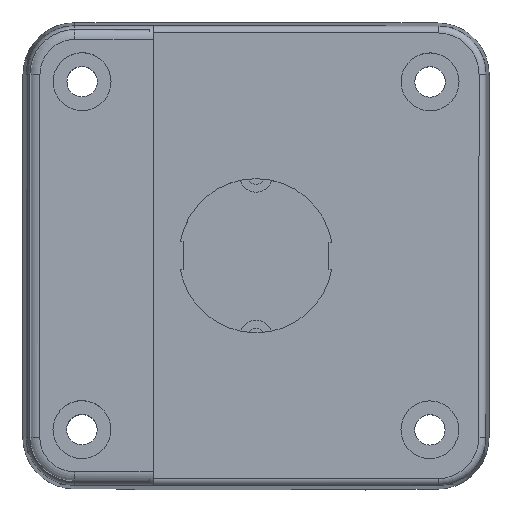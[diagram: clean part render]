
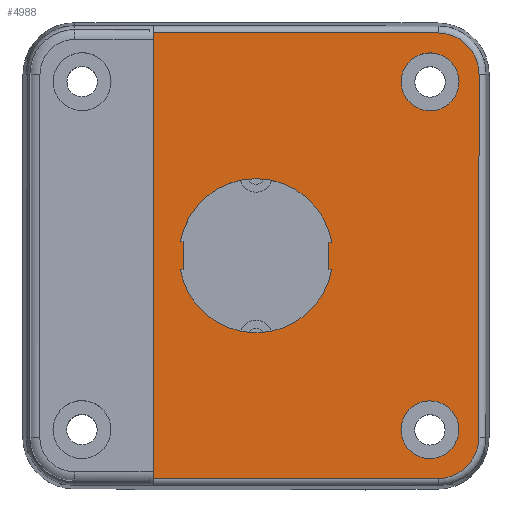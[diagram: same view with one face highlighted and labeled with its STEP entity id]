
A CAD part, top view. The second image highlights one B-rep face of the part: STEP entity #4988.
In plain terms, the highlighted face is planar.
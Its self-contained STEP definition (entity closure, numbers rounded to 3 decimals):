
#66=FACE_BOUND('',#958,.T.);
#67=FACE_BOUND('',#959,.T.);
#68=FACE_BOUND('',#960,.T.);
#183=CIRCLE('',#5218,6.049);
#186=CIRCLE('',#5222,6.049);
#252=CIRCLE('',#5361,11.25);
#254=CIRCLE('',#5367,11.25);
#255=CIRCLE('',#5370,4.225);
#256=CIRCLE('',#5371,4.225);
#634=FACE_OUTER_BOUND('',#957,.T.);
#957=EDGE_LOOP('',(#3687,#3688,#3689,#3690,#3691,#3692));
#958=EDGE_LOOP('',(#3693,#3694,#3695,#3696,#3697,#3698,#3699,#3700));
#959=EDGE_LOOP('',(#3701));
#960=EDGE_LOOP('',(#3702));
#1267=LINE('',#7426,#1691);
#1269=LINE('',#7490,#1693);
#1272=LINE('',#7497,#1696);
#1365=LINE('',#7841,#1789);
#1368=LINE('',#7847,#1792);
#1372=LINE('',#7859,#1796);
#1375=LINE('',#7865,#1799);
#1378=LINE('',#7871,#1802);
#1382=LINE('',#7881,#1806);
#1383=LINE('',#7883,#1807);
#1691=VECTOR('',#5836,53.);
#1693=VECTOR('',#5856,41.682);
#1696=VECTOR('',#5863,41.682);
#1789=VECTOR('',#6218,4.);
#1792=VECTOR('',#6223,0.421);
#1796=VECTOR('',#6235,0.421);
#1799=VECTOR('',#6240,4.);
#1802=VECTOR('',#6245,0.421);
#1806=VECTOR('',#6257,0.421);
#1807=VECTOR('',#6260,65.093);
#2108=VERTEX_POINT('',#7423);
#2109=VERTEX_POINT('',#7425);
#2111=VERTEX_POINT('',#7431);
#2115=VERTEX_POINT('',#7461);
#2118=VERTEX_POINT('',#7488);
#2119=VERTEX_POINT('',#7493);
#2231=VERTEX_POINT('',#7838);
#2232=VERTEX_POINT('',#7840);
#2234=VERTEX_POINT('',#7846);
#2236=VERTEX_POINT('',#7852);
#2238=VERTEX_POINT('',#7858);
#2240=VERTEX_POINT('',#7864);
#2242=VERTEX_POINT('',#7870);
#2244=VERTEX_POINT('',#7876);
#2245=VERTEX_POINT('',#7884);
#2246=VERTEX_POINT('',#7886);
#2608=EDGE_CURVE('',#2108,#2109,#1267,.T.);
#2611=EDGE_CURVE('',#2111,#2108,#183,.T.);
#2616=EDGE_CURVE('',#2109,#2115,#186,.T.);
#2620=EDGE_CURVE('',#2118,#2111,#1269,.T.);
#2624=EDGE_CURVE('',#2115,#2119,#1272,.T.);
#2785=EDGE_CURVE('',#2232,#2231,#1365,.T.);
#2788=EDGE_CURVE('',#2234,#2232,#1368,.T.);
#2791=EDGE_CURVE('',#2236,#2234,#252,.T.);
#2794=EDGE_CURVE('',#2238,#2236,#1372,.T.);
#2797=EDGE_CURVE('',#2240,#2238,#1375,.T.);
#2800=EDGE_CURVE('',#2242,#2240,#1378,.T.);
#2803=EDGE_CURVE('',#2244,#2242,#254,.T.);
#2806=EDGE_CURVE('',#2231,#2244,#1382,.T.);
#2807=EDGE_CURVE('',#2118,#2119,#1383,.T.);
#2808=EDGE_CURVE('',#2245,#2245,#255,.T.);
#2809=EDGE_CURVE('',#2246,#2246,#256,.T.);
#3687=ORIENTED_EDGE('',*,*,#2620,.F.);
#3688=ORIENTED_EDGE('',*,*,#2807,.T.);
#3689=ORIENTED_EDGE('',*,*,#2624,.F.);
#3690=ORIENTED_EDGE('',*,*,#2616,.F.);
#3691=ORIENTED_EDGE('',*,*,#2608,.F.);
#3692=ORIENTED_EDGE('',*,*,#2611,.F.);
#3693=ORIENTED_EDGE('',*,*,#2797,.T.);
#3694=ORIENTED_EDGE('',*,*,#2794,.T.);
#3695=ORIENTED_EDGE('',*,*,#2791,.T.);
#3696=ORIENTED_EDGE('',*,*,#2788,.T.);
#3697=ORIENTED_EDGE('',*,*,#2785,.T.);
#3698=ORIENTED_EDGE('',*,*,#2806,.T.);
#3699=ORIENTED_EDGE('',*,*,#2803,.T.);
#3700=ORIENTED_EDGE('',*,*,#2800,.T.);
#3701=ORIENTED_EDGE('',*,*,#2808,.F.);
#3702=ORIENTED_EDGE('',*,*,#2809,.F.);
#4780=PLANE('',#5369);
#4988=ADVANCED_FACE('',(#634,#66,#67,#68),#4780,.F.);
#5218=AXIS2_PLACEMENT_3D('',#7432,#5842,#5843);
#5222=AXIS2_PLACEMENT_3D('',#7462,#5850,#5851);
#5361=AXIS2_PLACEMENT_3D('',#7853,#6229,#6230);
#5367=AXIS2_PLACEMENT_3D('',#7877,#6251,#6252);
#5369=AXIS2_PLACEMENT_3D('',#7882,#6258,#6259);
#5370=AXIS2_PLACEMENT_3D('',#7885,#6261,#6262);
#5371=AXIS2_PLACEMENT_3D('',#7887,#6263,#6264);
#5836=DIRECTION('',(1.,0.,0.));
#5842=DIRECTION('center_axis',(0.,0.,
1.));
#5843=DIRECTION('ref_axis',(-0.596,-0.803,0.));
#5850=DIRECTION('center_axis',(0.,0.,
1.));
#5851=DIRECTION('ref_axis',(0.596,-0.803,0.));
#5856=DIRECTION('',(0.,-1.,0.));
#5863=DIRECTION('',(0.,1.,0.));
#6218=DIRECTION('',(1.,0.,0.));
#6223=DIRECTION('',(0.,1.,0.));
#6229=DIRECTION('center_axis',(0.,0.,
1.));
#6230=DIRECTION('ref_axis',(0.178,0.984,0.));
#6235=DIRECTION('',(0.,1.,0.));
#6240=DIRECTION('',(-1.,0.,0.));
#6245=DIRECTION('',(0.,-1.,0.));
#6251=DIRECTION('center_axis',(0.,0.,
1.));
#6252=DIRECTION('ref_axis',(-0.178,-0.984,0.));
#6257=DIRECTION('',(0.,-1.,0.));
#6258=DIRECTION('center_axis',(0.,0.,
1.));
#6259=DIRECTION('ref_axis',(1.,0.,0.));
#6260=DIRECTION('',(1.,0.,0.));
#6261=DIRECTION('center_axis',(0.,0.,
-1.));
#6262=DIRECTION('ref_axis',(-1.,0.,0.));
#6263=DIRECTION('center_axis',(0.,0.,
-1.));
#6264=DIRECTION('ref_axis',(-1.,0.,0.));
#7423=CARTESIAN_POINT('',(-27.434,-34.764,0.9));
#7425=CARTESIAN_POINT('',(25.566,-34.764,0.9));
#7426=CARTESIAN_POINT('',(12.316,-34.764,0.9));
#7431=CARTESIAN_POINT('',(-33.48,-28.897,0.9));
#7432=CARTESIAN_POINT('Origin',(-27.434,-28.715,0.9));
#7461=CARTESIAN_POINT('',(31.613,-28.897,0.9));
#7462=CARTESIAN_POINT('Origin',(25.566,-28.715,0.9));
#7488=CARTESIAN_POINT('',(-33.48,12.785,0.9));
#7490=CARTESIAN_POINT('',(-33.48,-15.465,0.9));
#7493=CARTESIAN_POINT('',(31.613,12.785,0.9));
#7497=CARTESIAN_POINT('',(31.613,11.035,0.9));
#7838=CARTESIAN_POINT('',(1.066,-12.865,0.9));
#7840=CARTESIAN_POINT('',(-2.934,-12.865,0.9));
#7841=CARTESIAN_POINT('',(0.066,-12.865,0.9));
#7846=CARTESIAN_POINT('',(-2.934,-13.286,0.9));
#7847=CARTESIAN_POINT('',(-2.934,-27.657,0.9));
#7852=CARTESIAN_POINT('',(-2.934,8.856,0.9));
#7853=CARTESIAN_POINT('Origin',(-0.934,-2.215,0.9));
#7858=CARTESIAN_POINT('',(-2.934,8.435,0.9));
#7859=CARTESIAN_POINT('',(-2.934,-16.796,0.9));
#7864=CARTESIAN_POINT('',(1.066,8.435,0.9));
#7865=CARTESIAN_POINT('',(-1.934,8.435,0.9));
#7870=CARTESIAN_POINT('',(1.066,8.856,0.9));
#7871=CARTESIAN_POINT('',(1.066,-17.007,0.9));
#7876=CARTESIAN_POINT('',(1.066,-13.286,0.9));
#7877=CARTESIAN_POINT('Origin',(-0.934,-2.215,0.9));
#7881=CARTESIAN_POINT('',(1.066,-27.867,0.9));
#7882=CARTESIAN_POINT('Origin',(-0.934,-42.449,0.9));
#7883=CARTESIAN_POINT('',(-0.934,12.785,0.9));
#7884=CARTESIAN_POINT('',(-22.109,-27.615,0.9));
#7885=CARTESIAN_POINT('Origin',(-26.334,-27.615,0.9));
#7886=CARTESIAN_POINT('',(28.691,-27.615,0.9));
#7887=CARTESIAN_POINT('Origin',(24.466,-27.615,0.9));
